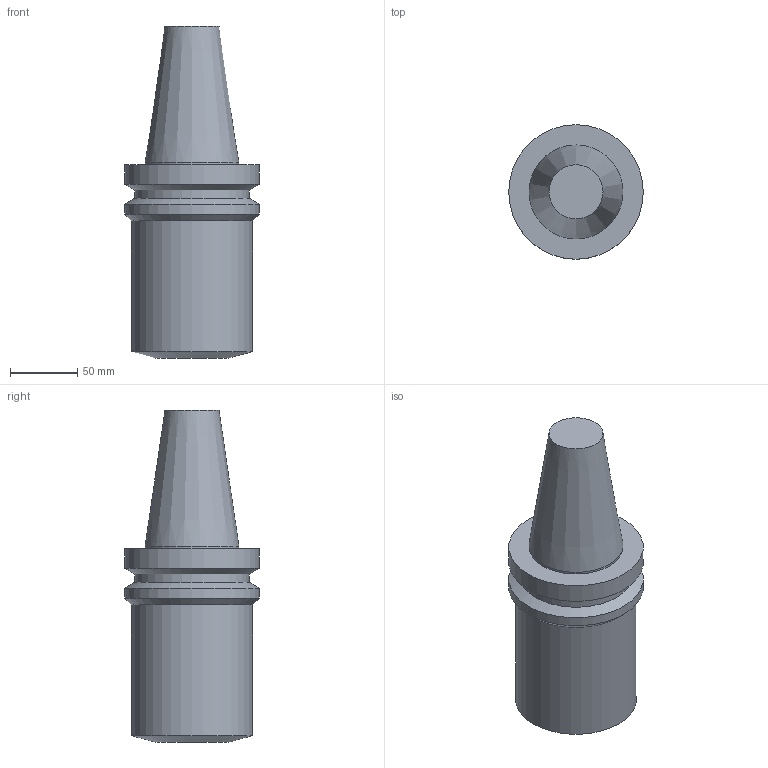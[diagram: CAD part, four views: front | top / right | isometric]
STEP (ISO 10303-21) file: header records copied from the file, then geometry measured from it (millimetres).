
FILE_DESCRIPTION((''),'1');
FILE_NAME('BBT50M-BSL50-145.stp','2015-02-11T01:39:47',(''),(''),'Spatial Interop R21 SP3','Kubotek KeyCreator 2011 V10.0.2 (22737)',' ');
FILE_SCHEMA(('automotive_design'));
Length unit declared in the file: millimetre
Products named in the file (1): Unnamed[1]
Bounding box: 100 x 100 x 246.8 mm (x, y, z)
Volume: 1190951.1 mm3; surface area: 73002.3 mm2
Topology: 1 solids, 1 shells, 13 faces, 22 edges, 12 vertices
Faces by surface type: cone 5, cylinder 5, plane 3
Full cylindrical faces by diameter (mm): 69.85 x1, 85 x1, 90 x1, 100 x2
Entity records: 498 total; most frequent: DIRECTION 52, PRESENTATION_STYLE_ASSIGNMENT 40, COLOUR_RGB 40, CARTESIAN_POINT 38, STYLED_ITEM 26, AXIS2_PLACEMENT_3D 26, CURVE_STYLE 26, DRAUGHTING_PRE_DEFINED_CURVE_FONT 26
